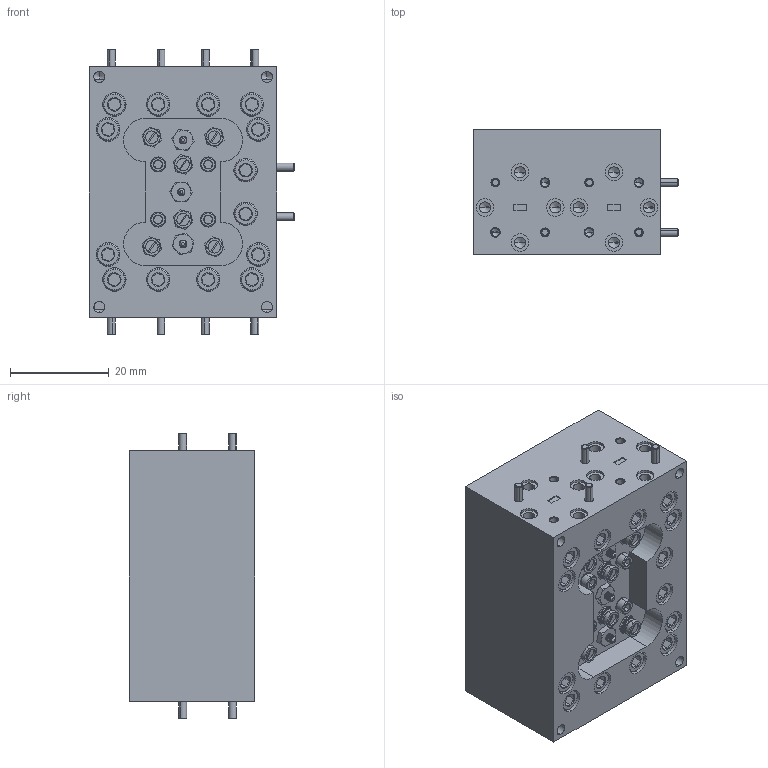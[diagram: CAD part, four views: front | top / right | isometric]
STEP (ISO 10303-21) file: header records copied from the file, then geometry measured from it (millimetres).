
FILE_DESCRIPTION (( 'STEP AP203' ), '1' );
FILE_NAME ('SWP-92396304-10-S1.STEP', '2019-10-31T23:18:15', ( '' ), ( '' ), 'SwSTEP 2.0', 'SolidWorks 2016', '' );
FILE_SCHEMA (( 'CONFIG_CONTROL_DESIGN' ));
Length unit declared in the file: inch
Products named in the file (1): SWP-92396304-10-S1
Bounding box: 41.72 x 25.4 x 58.04 mm (x, y, z)
Volume: 45158.7 mm3; surface area: 14332 mm2
Topology: 41 solids, 41 shells, 1456 faces, 3156 edges, 1857 vertices
Faces by surface type: cone 493, plane 474, cylinder 471, bspline 18
Entity records: 48190 total; most frequent: CARTESIAN_POINT 17117, DIRECTION 6721, ORIENTED_EDGE 6144, EDGE_CURVE 3072, AXIS2_PLACEMENT_3D 2675, VERTEX_POINT 1857, EDGE_LOOP 1633, ADVANCED_FACE 1456
